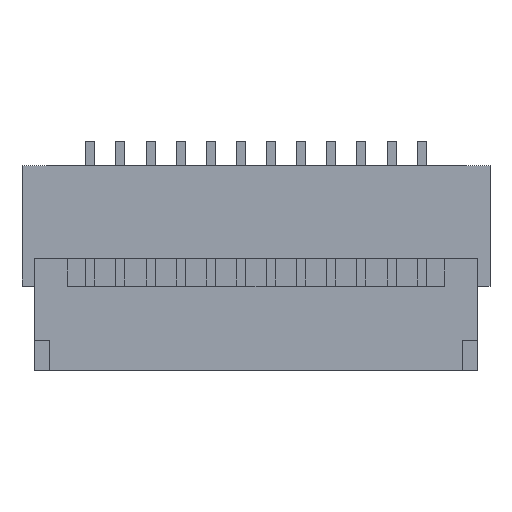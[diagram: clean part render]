
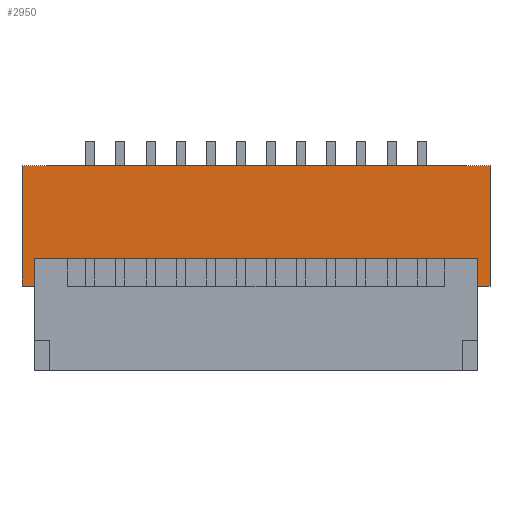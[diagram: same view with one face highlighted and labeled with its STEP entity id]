
A CAD part, top view. The second image highlights one B-rep face of the part: STEP entity #2950.
In plain terms, the highlighted planar face has unit normal (0, 0, 1).
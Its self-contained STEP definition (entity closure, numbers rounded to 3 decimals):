
#76=FACE_OUTER_BOUND('',#267,.T.);
#267=EDGE_LOOP('',(#1969,#1970,#1971,#1972,#1973,#1974,#1975,#1976));
#465=LINE('',#4185,#871);
#470=LINE('',#4194,#876);
#472=LINE('',#4199,#878);
#474=LINE('',#4203,#880);
#475=LINE('',#4205,#881);
#476=LINE('',#4207,#882);
#477=LINE('',#4209,#883);
#478=LINE('',#4210,#884);
#871=VECTOR('',#3389,10.);
#876=VECTOR('',#3396,10.);
#878=VECTOR('',#3400,10.);
#880=VECTOR('',#3404,10.);
#881=VECTOR('',#3405,10.);
#882=VECTOR('',#3406,10.);
#883=VECTOR('',#3407,10.);
#884=VECTOR('',#3408,10.);
#1274=VERTEX_POINT('',#4182);
#1275=VERTEX_POINT('',#4184);
#1278=VERTEX_POINT('',#4192);
#1280=VERTEX_POINT('',#4198);
#1281=VERTEX_POINT('',#4202);
#1282=VERTEX_POINT('',#4204);
#1283=VERTEX_POINT('',#4206);
#1284=VERTEX_POINT('',#4208);
#1547=EDGE_CURVE('',#1275,#1274,#465,.T.);
#1552=EDGE_CURVE('',#1274,#1278,#470,.T.);
#1554=EDGE_CURVE('',#1280,#1275,#472,.T.);
#1556=EDGE_CURVE('',#1281,#1280,#474,.T.);
#1557=EDGE_CURVE('',#1278,#1282,#475,.T.);
#1558=EDGE_CURVE('',#1282,#1283,#476,.T.);
#1559=EDGE_CURVE('',#1283,#1284,#477,.T.);
#1560=EDGE_CURVE('',#1284,#1281,#478,.T.);
#1969=ORIENTED_EDGE('',*,*,#1556,.T.);
#1970=ORIENTED_EDGE('',*,*,#1554,.T.);
#1971=ORIENTED_EDGE('',*,*,#1547,.T.);
#1972=ORIENTED_EDGE('',*,*,#1552,.T.);
#1973=ORIENTED_EDGE('',*,*,#1557,.T.);
#1974=ORIENTED_EDGE('',*,*,#1558,.T.);
#1975=ORIENTED_EDGE('',*,*,#1559,.T.);
#1976=ORIENTED_EDGE('',*,*,#1560,.T.);
#2759=PLANE('',#3182);
#2950=ADVANCED_FACE('',(#76),#2759,.T.);
#3182=AXIS2_PLACEMENT_3D('',#4201,#3402,#3403);
#3389=DIRECTION('',(1.,0.,0.));
#3396=DIRECTION('',(0.,-1.,0.));
#3400=DIRECTION('',(0.,1.,0.));
#3402=DIRECTION('center_axis',(0.,0.,1.));
#3403=DIRECTION('ref_axis',(1.,0.,0.));
#3404=DIRECTION('',(1.,0.,0.));
#3405=DIRECTION('',(1.,0.,0.));
#3406=DIRECTION('',(0.,1.,0.));
#3407=DIRECTION('',(-1.,0.,0.));
#3408=DIRECTION('',(0.,-1.,0.));
#4182=CARTESIAN_POINT('',(3.685,-0.1,1.));
#4184=CARTESIAN_POINT('',(-3.685,-0.1,1.));
#4185=CARTESIAN_POINT('',(-3.885,-0.1,1.));
#4192=CARTESIAN_POINT('',(3.685,-0.55,1.));
#4194=CARTESIAN_POINT('',(3.685,-0.55,1.));
#4198=CARTESIAN_POINT('',(-3.685,-0.55,1.));
#4199=CARTESIAN_POINT('',(-3.685,-0.55,1.));
#4201=CARTESIAN_POINT('Origin',(0.,0.45,1.));
#4202=CARTESIAN_POINT('',(-3.885,-0.55,1.));
#4203=CARTESIAN_POINT('',(-3.885,-0.55,1.));
#4204=CARTESIAN_POINT('',(3.885,-0.55,1.));
#4205=CARTESIAN_POINT('',(3.885,-0.55,1.));
#4206=CARTESIAN_POINT('',(3.885,1.45,1.));
#4207=CARTESIAN_POINT('',(3.885,-0.55,1.));
#4208=CARTESIAN_POINT('',(-3.885,1.45,1.));
#4209=CARTESIAN_POINT('',(3.885,1.45,1.));
#4210=CARTESIAN_POINT('',(-3.885,-0.55,1.));
